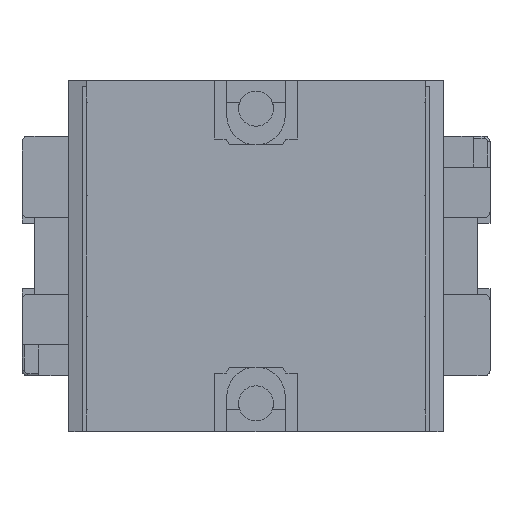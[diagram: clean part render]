
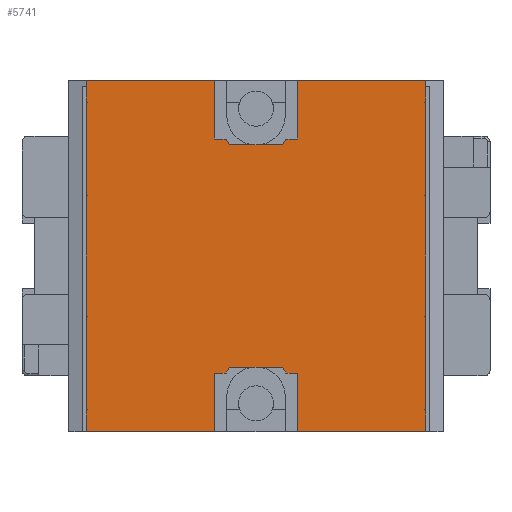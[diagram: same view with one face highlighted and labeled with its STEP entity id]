
A CAD part, front view. The second image highlights one B-rep face of the part: STEP entity #5741.
In plain terms, the highlighted planar face has unit normal (0, -1, 0).
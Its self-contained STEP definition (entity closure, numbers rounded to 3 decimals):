
#797=DIRECTION('',(0.,0.,-1.));
#798=VECTOR('',#797,10.3);
#799=CARTESIAN_POINT('',(34.5,-55.,-9.85));
#800=LINE('',#799,#798);
#801=DIRECTION('',(0.,0.,1.));
#802=VECTOR('',#801,1.85);
#803=CARTESIAN_POINT('',(34.5,-55.,-30.));
#804=LINE('',#803,#802);
#805=DIRECTION('',(1.,0.,0.));
#806=VECTOR('',#805,10.95);
#807=CARTESIAN_POINT('',(23.55,-55.,-30.));
#808=LINE('',#807,#806);
#809=DIRECTION('',(0.514,0.,-0.857));
#810=VECTOR('',#809,0.583);
#811=CARTESIAN_POINT('',(22.25,-55.,-24.5));
#812=LINE('',#811,#810);
#813=DIRECTION('',(0.514,0.,0.857));
#814=VECTOR('',#813,0.583);
#815=CARTESIAN_POINT('',(17.45,-55.,-25.));
#816=LINE('',#815,#814);
#817=DIRECTION('',(1.,0.,0.));
#818=VECTOR('',#817,10.95);
#819=CARTESIAN_POINT('',(5.5,-55.,-30.));
#820=LINE('',#819,#818);
#821=DIRECTION('',(0.,0.,-1.));
#822=VECTOR('',#821,1.85);
#823=CARTESIAN_POINT('',(5.5,-55.,-28.15));
#824=LINE('',#823,#822);
#825=DIRECTION('',(0.,0.,-1.));
#826=VECTOR('',#825,8.);
#827=CARTESIAN_POINT('',(5.5,-55.,-20.15));
#828=LINE('',#827,#826);
#829=DIRECTION('',(0.,0.,1.));
#830=VECTOR('',#829,10.3);
#831=CARTESIAN_POINT('',(5.5,-55.,-20.15));
#832=LINE('',#831,#830);
#833=DIRECTION('',(0.,0.,-1.));
#834=VECTOR('',#833,1.85);
#835=CARTESIAN_POINT('',(5.5,-55.,0.));
#836=LINE('',#835,#834);
#837=DIRECTION('',(-1.,0.,0.));
#838=VECTOR('',#837,10.95);
#839=CARTESIAN_POINT('',(16.45,-55.,0.));
#840=LINE('',#839,#838);
#841=DIRECTION('',(-0.514,0.,0.857));
#842=VECTOR('',#841,0.583);
#843=CARTESIAN_POINT('',(17.75,-55.,-5.5));
#844=LINE('',#843,#842);
#845=DIRECTION('',(-0.514,0.,-0.857));
#846=VECTOR('',#845,0.583);
#847=CARTESIAN_POINT('',(22.55,-55.,-5.));
#848=LINE('',#847,#846);
#849=DIRECTION('',(-1.,0.,0.));
#850=VECTOR('',#849,10.95);
#851=CARTESIAN_POINT('',(34.5,-55.,0.));
#852=LINE('',#851,#850);
#853=DIRECTION('',(0.,0.,1.));
#854=VECTOR('',#853,1.85);
#855=CARTESIAN_POINT('',(34.5,-55.,-1.85));
#856=LINE('',#855,#854);
#857=DIRECTION('',(0.,0.,1.));
#858=VECTOR('',#857,8.);
#859=CARTESIAN_POINT('',(34.5,-55.,-9.85));
#860=LINE('',#859,#858);
#861=DIRECTION('',(0.,0.,1.));
#862=VECTOR('',#861,8.);
#863=CARTESIAN_POINT('',(34.5,-55.,-28.15));
#864=LINE('',#863,#862);
#1098=DIRECTION('',(0.,0.,1.));
#1099=VECTOR('',#1098,5.);
#1100=CARTESIAN_POINT('',(16.45,-55.,-30.));
#1101=LINE('',#1100,#1099);
#1106=DIRECTION('',(1.,0.,0.));
#1107=VECTOR('',#1106,1.);
#1108=CARTESIAN_POINT('',(16.45,-55.,-25.));
#1109=LINE('',#1108,#1107);
#1134=DIRECTION('',(1.,0.,0.));
#1135=VECTOR('',#1134,4.5);
#1136=CARTESIAN_POINT('',(17.75,-55.,-24.5));
#1137=LINE('',#1136,#1135);
#1175=DIRECTION('',(1.,0.,0.));
#1176=VECTOR('',#1175,1.);
#1177=CARTESIAN_POINT('',(22.55,-55.,-25.));
#1178=LINE('',#1177,#1176);
#1195=DIRECTION('',(0.,0.,-1.));
#1196=VECTOR('',#1195,5.);
#1197=CARTESIAN_POINT('',(23.55,-55.,-25.));
#1198=LINE('',#1197,#1196);
#1619=DIRECTION('',(0.,0.,-1.));
#1620=VECTOR('',#1619,8.);
#1621=CARTESIAN_POINT('',(5.5,-55.,-1.85));
#1622=LINE('',#1621,#1620);
#1910=DIRECTION('',(0.,0.,-1.));
#1911=VECTOR('',#1910,5.);
#1912=CARTESIAN_POINT('',(23.55,-55.,0.));
#1913=LINE('',#1912,#1911);
#1918=DIRECTION('',(-1.,0.,0.));
#1919=VECTOR('',#1918,1.);
#1920=CARTESIAN_POINT('',(23.55,-55.,-5.));
#1921=LINE('',#1920,#1919);
#1946=DIRECTION('',(-1.,0.,0.));
#1947=VECTOR('',#1946,4.5);
#1948=CARTESIAN_POINT('',(22.25,-55.,-5.5));
#1949=LINE('',#1948,#1947);
#1987=DIRECTION('',(-1.,0.,0.));
#1988=VECTOR('',#1987,1.);
#1989=CARTESIAN_POINT('',(17.45,-55.,-5.));
#1990=LINE('',#1989,#1988);
#2007=DIRECTION('',(0.,0.,1.));
#2008=VECTOR('',#2007,5.);
#2009=CARTESIAN_POINT('',(16.45,-55.,-5.));
#2010=LINE('',#2009,#2008);
#3791=CARTESIAN_POINT('',(34.5,-55.,0.));
#3792=VERTEX_POINT('',#3791);
#3793=CARTESIAN_POINT('',(23.55,-55.,0.));
#3794=VERTEX_POINT('',#3793);
#3807=CARTESIAN_POINT('',(16.45,-55.,0.));
#3808=VERTEX_POINT('',#3807);
#3809=CARTESIAN_POINT('',(5.5,-55.,0.));
#3810=VERTEX_POINT('',#3809);
#3866=CARTESIAN_POINT('',(5.5,-55.,-1.85));
#3868=VERTEX_POINT('',#3866);
#3873=CARTESIAN_POINT('',(5.5,-55.,-9.85));
#3874=VERTEX_POINT('',#3873);
#3891=CARTESIAN_POINT('',(34.5,-55.,-1.85));
#3892=VERTEX_POINT('',#3891);
#3905=CARTESIAN_POINT('',(34.5,-55.,-9.85));
#3906=VERTEX_POINT('',#3905);
#3913=CARTESIAN_POINT('',(16.45,-55.,-5.));
#3914=VERTEX_POINT('',#3913);
#3915=CARTESIAN_POINT('',(17.45,-55.,-5.));
#3916=VERTEX_POINT('',#3915);
#3917=CARTESIAN_POINT('',(17.75,-55.,-5.5));
#3918=VERTEX_POINT('',#3917);
#3919=CARTESIAN_POINT('',(22.25,-55.,-5.5));
#3920=VERTEX_POINT('',#3919);
#3921=CARTESIAN_POINT('',(22.55,-55.,-5.));
#3922=VERTEX_POINT('',#3921);
#3923=CARTESIAN_POINT('',(23.55,-55.,-5.));
#3924=VERTEX_POINT('',#3923);
#4111=CARTESIAN_POINT('',(5.5,-55.,-30.));
#4112=VERTEX_POINT('',#4111);
#4113=CARTESIAN_POINT('',(16.45,-55.,-30.));
#4114=VERTEX_POINT('',#4113);
#4127=CARTESIAN_POINT('',(23.55,-55.,-30.));
#4128=VERTEX_POINT('',#4127);
#4129=CARTESIAN_POINT('',(34.5,-55.,-30.));
#4130=VERTEX_POINT('',#4129);
#4186=CARTESIAN_POINT('',(34.5,-55.,-28.15));
#4188=VERTEX_POINT('',#4186);
#4193=CARTESIAN_POINT('',(34.5,-55.,-20.15));
#4194=VERTEX_POINT('',#4193);
#4211=CARTESIAN_POINT('',(5.5,-55.,-28.15));
#4212=VERTEX_POINT('',#4211);
#4225=CARTESIAN_POINT('',(5.5,-55.,-20.15));
#4226=VERTEX_POINT('',#4225);
#4233=CARTESIAN_POINT('',(23.55,-55.,-25.));
#4234=VERTEX_POINT('',#4233);
#4235=CARTESIAN_POINT('',(22.55,-55.,-25.));
#4236=VERTEX_POINT('',#4235);
#4237=CARTESIAN_POINT('',(22.25,-55.,-24.5));
#4238=VERTEX_POINT('',#4237);
#4239=CARTESIAN_POINT('',(17.75,-55.,-24.5));
#4240=VERTEX_POINT('',#4239);
#4241=CARTESIAN_POINT('',(17.45,-55.,-25.));
#4242=VERTEX_POINT('',#4241);
#4243=CARTESIAN_POINT('',(16.45,-55.,-25.));
#4244=VERTEX_POINT('',#4243);
#5685=CARTESIAN_POINT('',(20.,-55.,-7.5));
#5686=DIRECTION('',(0.,1.,0.));
#5687=DIRECTION('',(1.,0.,0.));
#5688=AXIS2_PLACEMENT_3D('',#5685,#5686,#5687);
#5689=PLANE('',#5688);
#5690=ORIENTED_EDGE('',*,*,#5175,.T.);
#5692=ORIENTED_EDGE('',*,*,#5691,.F.);
#5693=ORIENTED_EDGE('',*,*,#5167,.F.);
#5694=ORIENTED_EDGE('',*,*,#4607,.F.);
#5696=ORIENTED_EDGE('',*,*,#5695,.F.);
#5698=ORIENTED_EDGE('',*,*,#5697,.F.);
#5700=ORIENTED_EDGE('',*,*,#5699,.F.);
#5702=ORIENTED_EDGE('',*,*,#5701,.F.);
#5704=ORIENTED_EDGE('',*,*,#5703,.F.);
#5706=ORIENTED_EDGE('',*,*,#5705,.F.);
#5708=ORIENTED_EDGE('',*,*,#5707,.F.);
#5709=ORIENTED_EDGE('',*,*,#4591,.F.);
#5711=ORIENTED_EDGE('',*,*,#5710,.F.);
#5713=ORIENTED_EDGE('',*,*,#5712,.F.);
#5715=ORIENTED_EDGE('',*,*,#5714,.T.);
#5717=ORIENTED_EDGE('',*,*,#5716,.F.);
#5719=ORIENTED_EDGE('',*,*,#5718,.F.);
#5720=ORIENTED_EDGE('',*,*,#5028,.F.);
#5722=ORIENTED_EDGE('',*,*,#5721,.F.);
#5724=ORIENTED_EDGE('',*,*,#5723,.F.);
#5726=ORIENTED_EDGE('',*,*,#5725,.F.);
#5728=ORIENTED_EDGE('',*,*,#5727,.F.);
#5730=ORIENTED_EDGE('',*,*,#5729,.F.);
#5732=ORIENTED_EDGE('',*,*,#5731,.F.);
#5734=ORIENTED_EDGE('',*,*,#5733,.F.);
#5735=ORIENTED_EDGE('',*,*,#5012,.F.);
#5736=ORIENTED_EDGE('',*,*,#5183,.F.);
#5738=ORIENTED_EDGE('',*,*,#5737,.F.);
#5739=EDGE_LOOP('',(#5690,#5692,#5693,#5694,#5696,#5698,#5700,#5702,#5704,#5706,
#5708,#5709,#5711,#5713,#5715,#5717,#5719,#5720,#5722,#5724,#5726,#5728,#5730,
#5732,#5734,#5735,#5736,#5738));
#5740=FACE_OUTER_BOUND('',#5739,.F.);
#5741=ADVANCED_FACE('',(#5740),#5689,.F.);
#4591=EDGE_CURVE('',#4112,#4114,#820,.T.);
#4607=EDGE_CURVE('',#4128,#4130,#808,.T.);
#5012=EDGE_CURVE('',#3792,#3794,#852,.T.);
#5028=EDGE_CURVE('',#3808,#3810,#840,.T.);
#5167=EDGE_CURVE('',#4130,#4188,#804,.T.);
#5175=EDGE_CURVE('',#3906,#4194,#800,.T.);
#5183=EDGE_CURVE('',#3892,#3792,#856,.T.);
#5691=EDGE_CURVE('',#4188,#4194,#864,.T.);
#5695=EDGE_CURVE('',#4234,#4128,#1198,.T.);
#5697=EDGE_CURVE('',#4236,#4234,#1178,.T.);
#5699=EDGE_CURVE('',#4238,#4236,#812,.T.);
#5701=EDGE_CURVE('',#4240,#4238,#1137,.T.);
#5703=EDGE_CURVE('',#4242,#4240,#816,.T.);
#5705=EDGE_CURVE('',#4244,#4242,#1109,.T.);
#5707=EDGE_CURVE('',#4114,#4244,#1101,.T.);
#5710=EDGE_CURVE('',#4212,#4112,#824,.T.);
#5712=EDGE_CURVE('',#4226,#4212,#828,.T.);
#5714=EDGE_CURVE('',#4226,#3874,#832,.T.);
#5716=EDGE_CURVE('',#3868,#3874,#1622,.T.);
#5718=EDGE_CURVE('',#3810,#3868,#836,.T.);
#5721=EDGE_CURVE('',#3914,#3808,#2010,.T.);
#5723=EDGE_CURVE('',#3916,#3914,#1990,.T.);
#5725=EDGE_CURVE('',#3918,#3916,#844,.T.);
#5727=EDGE_CURVE('',#3920,#3918,#1949,.T.);
#5729=EDGE_CURVE('',#3922,#3920,#848,.T.);
#5731=EDGE_CURVE('',#3924,#3922,#1921,.T.);
#5733=EDGE_CURVE('',#3794,#3924,#1913,.T.);
#5737=EDGE_CURVE('',#3906,#3892,#860,.T.);
